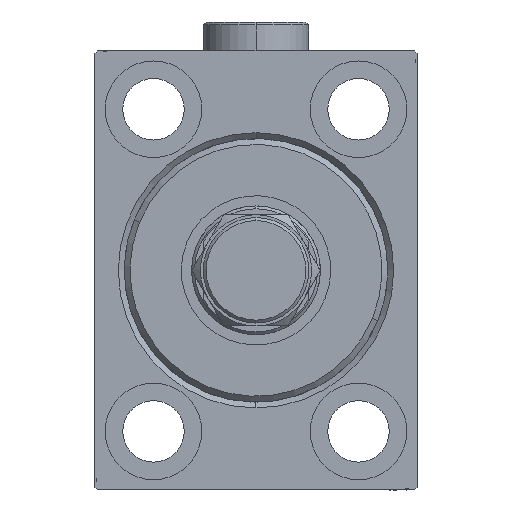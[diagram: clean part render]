
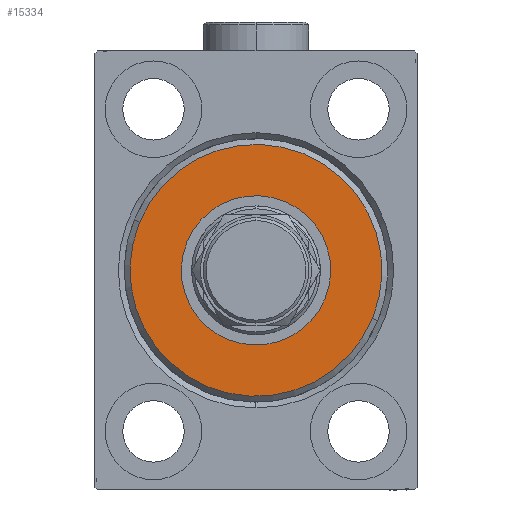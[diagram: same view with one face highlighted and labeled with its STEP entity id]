
A CAD part, left-side view. The second image highlights one B-rep face of the part: STEP entity #15334.
In plain terms, the highlighted face is planar.
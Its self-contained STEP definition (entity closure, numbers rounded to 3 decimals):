
#849 = ORIENTED_EDGE ( 'NONE', *, *, #21842, .T. ) ;
#1264 = DIRECTION ( 'NONE',  ( -1., 0., 0. ) ) ;
#2404 = DIRECTION ( 'NONE',  ( 1., 0., 0. ) ) ;
#2851 = EDGE_CURVE ( 'NONE', #29295, #37566, #21665, .T. ) ;
#3986 = DIRECTION ( 'NONE',  ( 1., 0., 0. ) ) ;
#5727 = PLANE ( 'NONE',  #15124 ) ;
#7684 = EDGE_CURVE ( 'NONE', #43405, #20464, #20947, .T. ) ;
#8338 = EDGE_LOOP ( 'NONE', ( #39846, #19706 ) ) ;
#9507 = CARTESIAN_POINT ( 'NONE',  ( 3., 0., 0. ) ) ;
#11858 = CARTESIAN_POINT ( 'NONE',  ( 3., 0., 21.5 ) ) ;
#13524 = FACE_OUTER_BOUND ( 'NONE', #17050, .T. ) ;
#14298 = CIRCLE ( 'NONE', #36262, 12.75 ) ;
#14363 = CARTESIAN_POINT ( 'NONE',  ( 3., 0., 12.75 ) ) ;
#14855 = DIRECTION ( 'NONE',  ( 0., 0., -1. ) ) ;
#15124 = AXIS2_PLACEMENT_3D ( 'NONE', #9507, #2404, #39108 ) ;
#15334 = ADVANCED_FACE ( 'NONE', ( #13524, #45521 ), #5727, .T. ) ;
#17050 = EDGE_LOOP ( 'NONE', ( #29169, #849 ) ) ;
#18631 = DIRECTION ( 'NONE',  ( 0., 0., -1. ) ) ;
#19706 = ORIENTED_EDGE ( 'NONE', *, *, #32627, .T. ) ;
#19948 = CARTESIAN_POINT ( 'NONE',  ( 3., 0., 0. ) ) ;
#20464 = VERTEX_POINT ( 'NONE', #34272 ) ;
#20947 = CIRCLE ( 'NONE', #30036, 21.5 ) ;
#21665 = CIRCLE ( 'NONE', #23924, 12.75 ) ;
#21842 = EDGE_CURVE ( 'NONE', #20464, #43405, #25041, .T. ) ;
#23924 = AXIS2_PLACEMENT_3D ( 'NONE', #19948, #41517, #41758 ) ;
#25041 = CIRCLE ( 'NONE', #33351, 21.5 ) ;
#25682 = DIRECTION ( 'NONE',  ( 0., 0., -1. ) ) ;
#29169 = ORIENTED_EDGE ( 'NONE', *, *, #7684, .T. ) ;
#29295 = VERTEX_POINT ( 'NONE', #14363 ) ;
#30036 = AXIS2_PLACEMENT_3D ( 'NONE', #33325, #3986, #14855 ) ;
#32627 = EDGE_CURVE ( 'NONE', #37566, #29295, #14298, .T. ) ;
#33325 = CARTESIAN_POINT ( 'NONE',  ( 3., 0., 0. ) ) ;
#33351 = AXIS2_PLACEMENT_3D ( 'NONE', #40445, #36650, #18631 ) ;
#34272 = CARTESIAN_POINT ( 'NONE',  ( 3., 0., -21.5 ) ) ;
#36262 = AXIS2_PLACEMENT_3D ( 'NONE', #43929, #1264, #25682 ) ;
#36533 = CARTESIAN_POINT ( 'NONE',  ( 3., 0., -12.75 ) ) ;
#36650 = DIRECTION ( 'NONE',  ( 1., 0., 0. ) ) ;
#37566 = VERTEX_POINT ( 'NONE', #36533 ) ;
#39108 = DIRECTION ( 'NONE',  ( 0., 0., -1. ) ) ;
#39846 = ORIENTED_EDGE ( 'NONE', *, *, #2851, .T. ) ;
#40445 = CARTESIAN_POINT ( 'NONE',  ( 3., 0., 0. ) ) ;
#41517 = DIRECTION ( 'NONE',  ( -1., 0., 0. ) ) ;
#41758 = DIRECTION ( 'NONE',  ( 0., 0., -1. ) ) ;
#43405 = VERTEX_POINT ( 'NONE', #11858 ) ;
#43929 = CARTESIAN_POINT ( 'NONE',  ( 3., 0., 0. ) ) ;
#45521 = FACE_BOUND ( 'NONE', #8338, .T. ) ;
